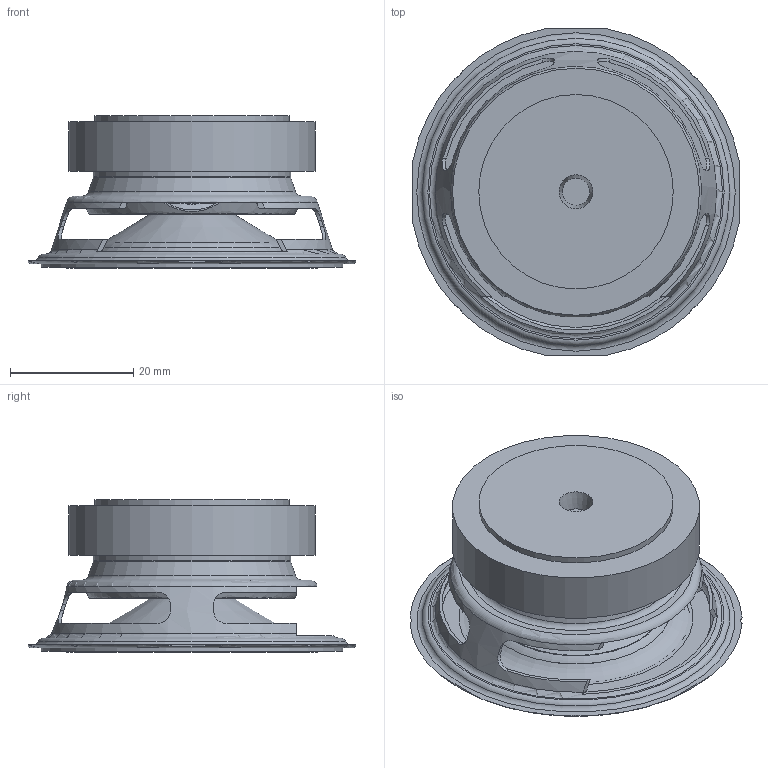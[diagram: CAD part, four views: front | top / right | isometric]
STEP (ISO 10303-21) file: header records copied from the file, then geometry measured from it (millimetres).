
FILE_DESCRIPTION(/* description */ (''),/* implementation_level */ '2;1');
FILE_NAME(/* name */ 'Speaker 2 inch (1).step',/* time_stamp */ '2025-08-05T12:28:21+05:30',/* author */ (''),/* organization */ (''),/* preprocessor_version */ 'ST-DEVELOPER v20.1',/* originating_system */ 'Autodesk Translation Framework v14.10.0.0',/* authorisation */ '');
FILE_SCHEMA (('AUTOMOTIVE_DESIGN { 1 0 10303 214 3 1 1 }'));
Length unit declared in the file: millimetre
Products named in the file (1): 2025-08-05-12-28-21-132
Bounding box: 53 x 53 x 24.7 mm (x, y, z)
Volume: 13029.1 mm3; surface area: 20232.6 mm2
Topology: 7 solids, 7 shells, 106 faces, 260 edges, 168 vertices
Faces by surface type: plane 38, cylinder 30, torus 18, cone 12, bspline 6, sphere 2
Full cylindrical faces by diameter (mm): 11.8 x1, 12 x1, 31 x1, 31.5 x2, 32 x1, 40 x1, 43.886 x1, 45.892 x1, 48.892 x1
Entity records: 6251 total; most frequent: CARTESIAN_POINT 3704, DIRECTION 522, ORIENTED_EDGE 516, EDGE_CURVE 258, AXIS2_PLACEMENT_3D 234, VERTEX_POINT 168, CIRCLE 133, EDGE_LOOP 126
